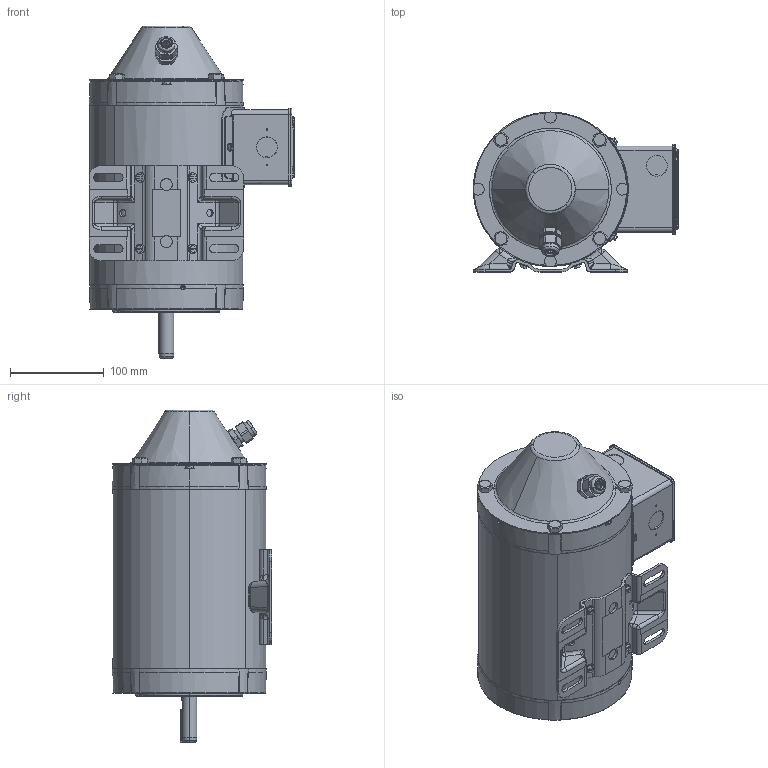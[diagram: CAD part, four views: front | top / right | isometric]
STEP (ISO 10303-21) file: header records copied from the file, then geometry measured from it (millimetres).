
FILE_DESCRIPTION (( 'STEP AP214' ), '1' );
FILE_NAME ('107388-756_Rev00 r1.STEP', '2022-01-26T15:30:55', ( '' ), ( '' ), 'SwSTEP 2.0', 'SolidWorks 2017', '' );
FILE_SCHEMA (( 'AUTOMOTIVE_DESIGN' ));
Length unit declared in the file: inch
Products named in the file (1): 107388-756_Rev00 r1
Bounding box: 219.9 x 170.76 x 354.9 mm (x, y, z)
Volume: 807966.5 mm3; surface area: 613964.5 mm2
Topology: 40 solids, 40 shells, 3557 faces, 9228 edges, 5807 vertices
Faces by surface type: plane 1326, cylinder 828, bspline 786, cone 617
Entity records: 144040 total; most frequent: CARTESIAN_POINT 62513, ORIENTED_EDGE 18376, DIRECTION 15117, EDGE_CURVE 9188, AXIS2_PLACEMENT_3D 5869, VERTEX_POINT 5807, EDGE_LOOP 3829, ADVANCED_FACE 3557
